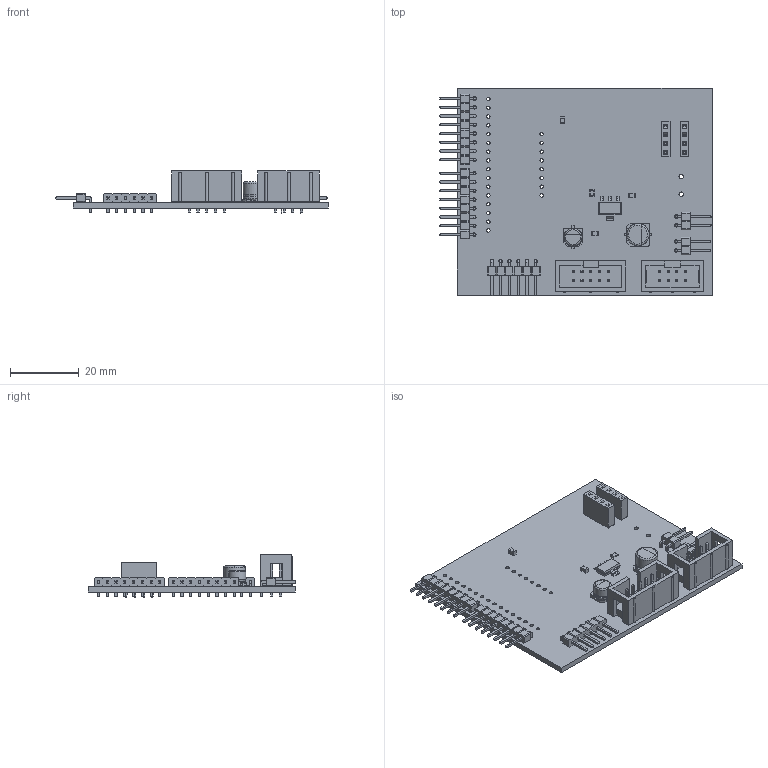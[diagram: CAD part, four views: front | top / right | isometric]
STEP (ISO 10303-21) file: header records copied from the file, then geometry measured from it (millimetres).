
FILE_DESCRIPTION(('KiCad electronic assembly'),'2;1');
FILE_NAME('PCBTriatlonNueva.step','2024-10-22T23:20:54',('Pcbnew'),( 'Kicad'),'Open CASCADE STEP processor 7.7','KiCad to STEP converter' ,'Unknown');
FILE_SCHEMA(('AUTOMOTIVE_DESIGN { 1 0 10303 214 1 1 1 1 }'));
Length unit declared in the file: millimetre
Products named in the file (24): PCBTriatlonNueva 1; IDC-Header_2x05_P2.54mm_Vertical; IDC_Header_2x05_P254mm_Vertical; CP_Elec_6.3x5.9; CP_Elec_63x59; CP_Elec_5x4.5; CP_Elec_5x45; SOT-223; SOT_223; R_0805_2012Metric; PinSocket_1x04_P2.54mm_Vertical; PinSocket_1x04_P254mm_Vertical; PinHeader_1x08_P2.54mm_Horizontal; PinHeader_1x08_P254mm_Horizontal; PinHeader_1x06_P2.54mm_Horizontal; PinHeader_1x06_P254mm_Horizontal; C_0805_2012Metric; PinHeader_1x02_P2.54mm_Horizontal; PinHeader_1x02_P254mm_Horizontal; IDC-Header_2x04_P2.54mm_Vertical; IDC_Header_2x04_P254mm_Vertical; PCBTriatlonNueva_PCB
Assembly tree (28 placements, depth 3):
  PCBTriatlonNueva 1
    IDC-Header_2x05_P2.54mm_Vertical
      IDC_Header_2x05_P254mm_Vertical
    CP_Elec_6.3x5.9
      CP_Elec_63x59
    CP_Elec_5x4.5
      CP_Elec_5x45
    SOT-223
      SOT_223
    R_0805_2012Metric  x2
      R_0805_2012Metric
    PinSocket_1x04_P2.54mm_Vertical  x2
      PinSocket_1x04_P254mm_Vertical
    PinHeader_1x08_P2.54mm_Horizontal  x2
      PinHeader_1x08_P254mm_Horizontal
    PinHeader_1x06_P2.54mm_Horizontal
      PinHeader_1x06_P254mm_Horizontal
    C_0805_2012Metric  x2
      C_0805_2012Metric
    PinHeader_1x02_P2.54mm_Horizontal  x2
      PinHeader_1x02_P254mm_Horizontal
    IDC-Header_2x04_P2.54mm_Vertical
      IDC_Header_2x04_P254mm_Vertical
    PCBTriatlonNueva_PCB
Bounding box: 79.07 x 60.2 x 12.2 mm (x, y, z)
Volume: 9690.8 mm3; surface area: 14765.2 mm2
Topology: 17 solids, 17 shells, 1751 faces, 4355 edges, 2760 vertices
Faces by surface type: plane 1523, cylinder 198, bspline 20, torus 8, revolution 2
Full cylindrical faces by diameter (mm): 1 x88, 1.3 x2, 5 x2, 6.3 x2
Entity records: 46690 total; most frequent: CARTESIAN_POINT 6917, ORIENTED_EDGE 6378, DIRECTION 6111, EDGE_CURVE 3189, LINE 2793, VECTOR 2793, VERTEX_POINT 2016, AXIS2_PLACEMENT_3D 1658
